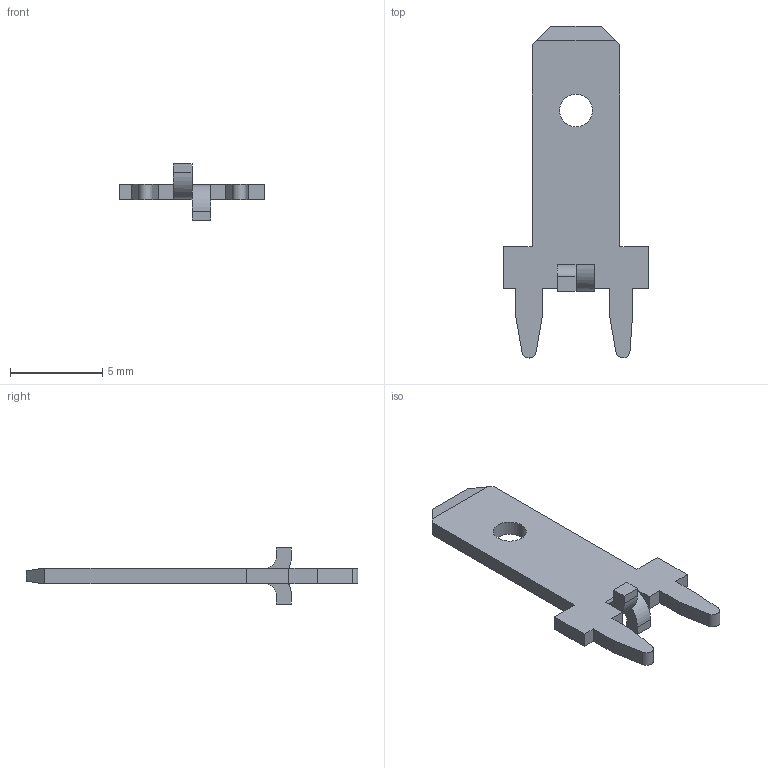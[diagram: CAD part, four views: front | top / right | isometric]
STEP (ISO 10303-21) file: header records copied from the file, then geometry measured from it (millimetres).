
FILE_DESCRIPTION((''),'2;1');
FILE_NAME('197054101','2016-12-28T',('gsharma'),(''),'PRO/ENGINEER BY PARAMETRIC TECHNOLOGY CORPORATION, 2012310','PRO/ENGINEER BY PARAMETRIC TECHNOLOGY CORPORATION, 2012310','');
FILE_SCHEMA(('CONFIG_CONTROL_DESIGN'));
Length unit declared in the file: inch
Products named in the file (1): 197054101
Bounding box: 7.87 x 17.96 x 3.05 mm (x, y, z)
Volume: 65.6 mm3; surface area: 216.4 mm2
Topology: 1 solids, 1 shells, 45 faces, 125 edges, 83 vertices
Faces by surface type: plane 37, cylinder 8
Entity records: 1476 total; most frequent: CARTESIAN_POINT 252, ORIENTED_EDGE 248, DIRECTION 237, EDGE_CURVE 124, VECTOR 105, LINE 105, VERTEX_POINT 81, AXIS2_PLACEMENT_3D 66
